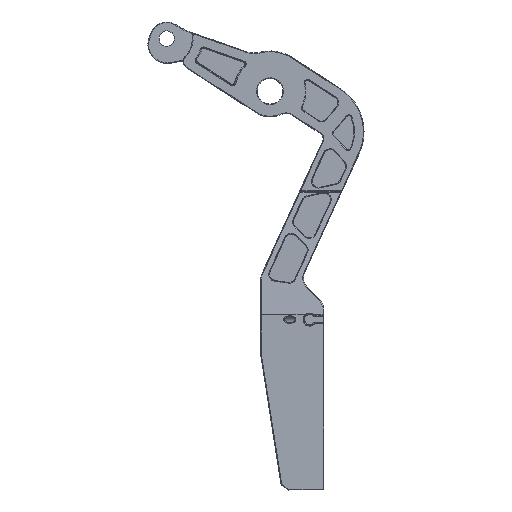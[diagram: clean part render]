
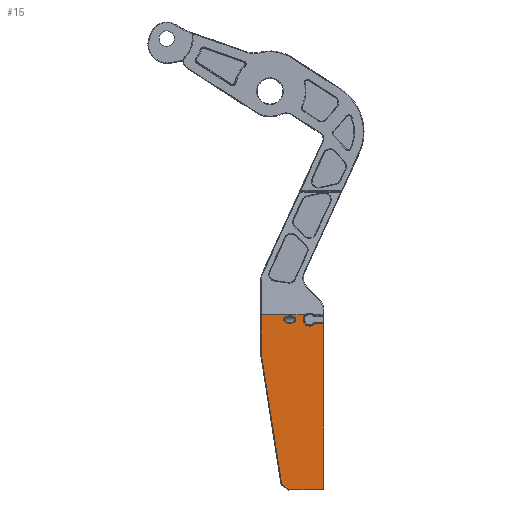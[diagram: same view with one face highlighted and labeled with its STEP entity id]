
A CAD part, left-side view. The second image highlights one B-rep face of the part: STEP entity #15.
In plain terms, the highlighted planar face has unit normal (-1, 0, 0).
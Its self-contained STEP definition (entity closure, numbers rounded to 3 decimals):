
#15 = ADVANCED_FACE ( 'NONE', ( #700, #21676 ), #11271, .F. ) ;
#186 = EDGE_CURVE ( 'NONE', #8607, #11555, #5640, .T. ) ;
#352 = AXIS2_PLACEMENT_3D ( 'NONE', #16366, #22147, #18248 ) ;
#376 = DIRECTION ( 'NONE',  ( 1., 0., 0. ) ) ;
#526 = DIRECTION ( 'NONE',  ( 0., 0., -1. ) ) ;
#662 = ORIENTED_EDGE ( 'NONE', *, *, #15132, .F. ) ;
#700 = FACE_BOUND ( 'NONE', #6561, .T. ) ;
#830 = ORIENTED_EDGE ( 'NONE', *, *, #9000, .F. ) ;
#1598 = CARTESIAN_POINT ( 'NONE',  ( -8., -123.015, -199.875 ) ) ;
#1628 = CIRCLE ( 'NONE', #8922, 1.5 ) ;
#1682 = DIRECTION ( 'NONE',  ( 0., 0., -1. ) ) ;
#2031 = CARTESIAN_POINT ( 'NONE',  ( -8., -147.326, -85.024 ) ) ;
#2050 = CARTESIAN_POINT ( 'NONE',  ( -8., -173.912, -238.445 ) ) ;
#2161 = CARTESIAN_POINT ( 'NONE',  ( -8., -176.44, -236.945 ) ) ;
#2625 = CARTESIAN_POINT ( 'NONE',  ( -8., -192.626, -105.945 ) ) ;
#2942 = CARTESIAN_POINT ( 'NONE',  ( -8., -174.393, -102.945 ) ) ;
#3012 = DIRECTION ( 'NONE',  ( 0., 0., 1. ) ) ;
#3069 = VERTEX_POINT ( 'NONE', #11183 ) ;
#3401 = CARTESIAN_POINT ( 'NONE',  ( -8., -203.126, -135.46 ) ) ;
#3646 = CARTESIAN_POINT ( 'NONE',  ( -8., -172.458, -111.945 ) ) ;
#3747 = LINE ( 'NONE', #18198, #13393 ) ;
#3857 = CARTESIAN_POINT ( 'NONE',  ( -8., -170.731, -234.098 ) ) ;
#3900 = VERTEX_POINT ( 'NONE', #17214 ) ;
#4264 = ORIENTED_EDGE ( 'NONE', *, *, #10366, .F. ) ;
#4301 = ORIENTED_EDGE ( 'NONE', *, *, #23303, .F. ) ;
#4382 = DIRECTION ( 'NONE',  ( 0., -1., 0. ) ) ;
#4824 = CARTESIAN_POINT ( 'NONE',  ( -8., -203.126, -108.945 ) ) ;
#5470 = DIRECTION ( 'NONE',  ( 1., 0., 0. ) ) ;
#5640 = LINE ( 'NONE', #20686, #14393 ) ;
#5884 = VERTEX_POINT ( 'NONE', #20629 ) ;
#6004 = VECTOR ( 'NONE', #13123, 1000. ) ;
#6107 = ORIENTED_EDGE ( 'NONE', *, *, #16603, .F. ) ;
#6166 = DIRECTION ( 'NONE',  ( 1., 0., 0. ) ) ;
#6247 = EDGE_CURVE ( 'NONE', #7924, #9179, #3747, .T. ) ;
#6460 = ORIENTED_EDGE ( 'NONE', *, *, #17640, .F. ) ;
#6536 = ORIENTED_EDGE ( 'NONE', *, *, #11297, .F. ) ;
#6561 = EDGE_LOOP ( 'NONE', ( #17609, #9951 ) ) ;
#6625 = ORIENTED_EDGE ( 'NONE', *, *, #186, .F. ) ;
#6780 = VERTEX_POINT ( 'NONE', #15394 ) ;
#7085 = VERTEX_POINT ( 'NONE', #11133 ) ;
#7450 = EDGE_CURVE ( 'NONE', #14851, #10147, #21480, .T. ) ;
#7670 = VERTEX_POINT ( 'NONE', #12490 ) ;
#7924 = VERTEX_POINT ( 'NONE', #22392 ) ;
#8002 = CIRCLE ( 'NONE', #23313, 5.153 ) ;
#8056 = DIRECTION ( 'NONE',  ( 0., 1., 0. ) ) ;
#8099 = DIRECTION ( 'NONE',  ( 0., -1., 0. ) ) ;
#8142 = AXIS2_PLACEMENT_3D ( 'NONE', #22325, #5470, #13060 ) ;
#8237 = CARTESIAN_POINT ( 'NONE',  ( -8., -181.8, -105.945 ) ) ;
#8252 = VECTOR ( 'NONE', #18320, 1000. ) ;
#8607 = VERTEX_POINT ( 'NONE', #18693 ) ;
#8703 = ORIENTED_EDGE ( 'NONE', *, *, #15965, .F. ) ;
#8704 = CARTESIAN_POINT ( 'NONE',  ( -8., -154.882, -53.283 ) ) ;
#8922 = AXIS2_PLACEMENT_3D ( 'NONE', #22865, #21237, #8099 ) ;
#8967 = EDGE_LOOP ( 'NONE', ( #20303, #10026, #830, #662, #6107, #4301, #8703, #6460, #4264, #17619, #6536, #6625, #16830 ) ) ;
#9000 = EDGE_CURVE ( 'NONE', #7670, #7924, #15353, .T. ) ;
#9134 = CIRCLE ( 'NONE', #16264, 5.153 ) ;
#9179 = VERTEX_POINT ( 'NONE', #20495 ) ;
#9357 = CARTESIAN_POINT ( 'NONE',  ( -8., -172.458, -105.945 ) ) ;
#9592 = VERTEX_POINT ( 'NONE', #10624 ) ;
#9724 = EDGE_CURVE ( 'NONE', #5884, #7085, #22582, .T. ) ;
#9951 = ORIENTED_EDGE ( 'NONE', *, *, #7450, .F. ) ;
#10026 = ORIENTED_EDGE ( 'NONE', *, *, #6247, .F. ) ;
#10147 = VERTEX_POINT ( 'NONE', #14758 ) ;
#10152 = CARTESIAN_POINT ( 'NONE',  ( -8., -179.865, -102.945 ) ) ;
#10366 = EDGE_CURVE ( 'NONE', #7085, #3900, #23176, .T. ) ;
#10624 = CARTESIAN_POINT ( 'NONE',  ( -8., -189.074, -109.679 ) ) ;
#11133 = CARTESIAN_POINT ( 'NONE',  ( -8., -176.44, -238.445 ) ) ;
#11183 = CARTESIAN_POINT ( 'NONE',  ( -8., -170.933, -234.647 ) ) ;
#11207 = LINE ( 'NONE', #3401, #8252 ) ;
#11228 = DIRECTION ( 'NONE',  ( 0., 0.808, 0.589 ) ) ;
#11271 = PLANE ( 'NONE',  #8142 ) ;
#11297 = EDGE_CURVE ( 'NONE', #11555, #5884, #11207, .T. ) ;
#11555 = VERTEX_POINT ( 'NONE', #4824 ) ;
#12490 = CARTESIAN_POINT ( 'NONE',  ( -8., -154.882, -133.15 ) ) ;
#12683 = VECTOR ( 'NONE', #8056, 1000. ) ;
#12985 = DIRECTION ( 'NONE',  ( 0., -1., 0. ) ) ;
#13060 = DIRECTION ( 'NONE',  ( 0., 0., -1. ) ) ;
#13068 = VERTEX_POINT ( 'NONE', #3857 ) ;
#13123 = DIRECTION ( 'NONE',  ( 0., 0.155, 0.988 ) ) ;
#13393 = VECTOR ( 'NONE', #12985, 1000. ) ;
#13565 = DIRECTION ( 'NONE',  ( -1., 0., 0. ) ) ;
#13801 = CARTESIAN_POINT ( 'NONE',  ( -8., -172.458, -105.945 ) ) ;
#14128 = CARTESIAN_POINT ( 'NONE',  ( -8., -177.129, -102.945 ) ) ;
#14175 = VECTOR ( 'NONE', #3012, 1000. ) ;
#14393 = VECTOR ( 'NONE', #15082, 1000. ) ;
#14483 = CARTESIAN_POINT ( 'NONE',  ( -8., -192.626, -105.945 ) ) ;
#14758 = CARTESIAN_POINT ( 'NONE',  ( -8., -172.458, -105.945 ) ) ;
#14851 = VERTEX_POINT ( 'NONE', #17630 ) ;
#15027 = LINE ( 'NONE', #1598, #19407 ) ;
#15082 = DIRECTION ( 'NONE',  ( 0., -1., 0. ) ) ;
#15132 = EDGE_CURVE ( 'NONE', #13068, #7670, #17675, .T. ) ;
#15353 = LINE ( 'NONE', #8704, #14175 ) ;
#15394 = CARTESIAN_POINT ( 'NONE',  ( -8., -175.557, -238.158 ) ) ;
#15644 = CARTESIAN_POINT ( 'NONE',  ( -8., -176.44, -236.945 ) ) ;
#15803 = CIRCLE ( 'NONE', #352, 1.5 ) ;
#15844 = CARTESIAN_POINT ( 'NONE',  ( -8., -181.8, -104.188 ) ) ;
#15965 = EDGE_CURVE ( 'NONE', #6780, #23325, #15027, .T. ) ;
#16168 = CIRCLE ( 'NONE', #21453, 1.5 ) ;
#16264 = AXIS2_PLACEMENT_3D ( 'NONE', #2625, #13565, #526 ) ;
#16366 = CARTESIAN_POINT ( 'NONE',  ( -8., -172.213, -233.865 ) ) ;
#16603 = EDGE_CURVE ( 'NONE', #3069, #13068, #1628, .T. ) ;
#16691 = CARTESIAN_POINT ( 'NONE',  ( -8., -171.329, -235.077 ) ) ;
#16830 = ORIENTED_EDGE ( 'NONE', *, *, #22064, .F. ) ;
#16846 = EDGE_CURVE ( 'NONE', #9179, #9592, #8002, .T. ) ;
#17143 =( BOUNDED_CURVE ( )  B_SPLINE_CURVE ( 3, ( #9357, #3646, #20352, #22143 ),
 .UNSPECIFIED., .F., .F. ) 
 B_SPLINE_CURVE_WITH_KNOTS ( ( 4, 4 ),
 ( 3.142, 6.283 ),
 .UNSPECIFIED. ) 
 CURVE ( )  GEOMETRIC_REPRESENTATION_ITEM ( )  RATIONAL_B_SPLINE_CURVE ( ( 1., 0.333, 0.333, 1. ) ) 
 REPRESENTATION_ITEM ( '' )  );
#17214 = CARTESIAN_POINT ( 'NONE',  ( -8., -175.976, -238.372 ) ) ;
#17609 = ORIENTED_EDGE ( 'NONE', *, *, #19675, .F. ) ;
#17619 = ORIENTED_EDGE ( 'NONE', *, *, #9724, .F. ) ;
#17630 = CARTESIAN_POINT ( 'NONE',  ( -8., -181.8, -105.945 ) ) ;
#17640 = EDGE_CURVE ( 'NONE', #3900, #6780, #16168, .T. ) ;
#17675 = LINE ( 'NONE', #2031, #6004 ) ;
#18198 = CARTESIAN_POINT ( 'NONE',  ( -8., -91.675, -102.163 ) ) ;
#18225 = DIRECTION ( 'NONE',  ( -1., 0., 0. ) ) ;
#18248 = DIRECTION ( 'NONE',  ( 0., -1., 0. ) ) ;
#18320 = DIRECTION ( 'NONE',  ( 0., 0., -1. ) ) ;
#18693 = CARTESIAN_POINT ( 'NONE',  ( -8., -196.815, -108.945 ) ) ;
#19407 = VECTOR ( 'NONE', #11228, 1000. ) ;
#19675 = EDGE_CURVE ( 'NONE', #10147, #14851, #17143, .T. ) ;
#20303 = ORIENTED_EDGE ( 'NONE', *, *, #16846, .F. ) ;
#20352 = CARTESIAN_POINT ( 'NONE',  ( -8., -181.8, -111.945 ) ) ;
#20495 = CARTESIAN_POINT ( 'NONE',  ( -7.999, -189.126, -102.142 ) ) ;
#20629 = CARTESIAN_POINT ( 'NONE',  ( -8., -203.126, -238.445 ) ) ;
#20686 = CARTESIAN_POINT ( 'NONE',  ( -8., -182.005, -108.945 ) ) ;
#21237 = DIRECTION ( 'NONE',  ( 1., 0., 0. ) ) ;
#21453 = AXIS2_PLACEMENT_3D ( 'NONE', #2161, #376, #22842 ) ;
#21480 =( BOUNDED_CURVE ( )  B_SPLINE_CURVE ( 3, ( #8237, #15844, #10152, #14128, #2942, #23154, #13801 ),
 .UNSPECIFIED., .F., .F. ) 
 B_SPLINE_CURVE_WITH_KNOTS ( ( 4, 3, 4 ),
 ( 6.283, 7.854, 9.425 ),
 .UNSPECIFIED. ) 
 CURVE ( )  GEOMETRIC_REPRESENTATION_ITEM ( )  RATIONAL_B_SPLINE_CURVE ( ( 1., 0.805, 0.805, 1., 0.805, 0.805, 1. ) ) 
 REPRESENTATION_ITEM ( '' )  );
#21676 = FACE_OUTER_BOUND ( 'NONE', #8967, .T. ) ;
#22064 = EDGE_CURVE ( 'NONE', #9592, #8607, #9134, .T. ) ;
#22143 = CARTESIAN_POINT ( 'NONE',  ( -8., -181.8, -105.945 ) ) ;
#22147 = DIRECTION ( 'NONE',  ( 1., 0., 0. ) ) ;
#22325 = CARTESIAN_POINT ( 'NONE',  ( -8., -171.384, -31.975 ) ) ;
#22392 = CARTESIAN_POINT ( 'NONE',  ( -8., -154.882, -102.163 ) ) ;
#22582 = LINE ( 'NONE', #2050, #12683 ) ;
#22794 = AXIS2_PLACEMENT_3D ( 'NONE', #15644, #6166, #4382 ) ;
#22842 = DIRECTION ( 'NONE',  ( 0., -1., 0. ) ) ;
#22865 = CARTESIAN_POINT ( 'NONE',  ( -8., -172.213, -233.865 ) ) ;
#23154 = CARTESIAN_POINT ( 'NONE',  ( -8., -172.458, -104.188 ) ) ;
#23176 = CIRCLE ( 'NONE', #22794, 1.5 ) ;
#23303 = EDGE_CURVE ( 'NONE', #23325, #3069, #15803, .T. ) ;
#23313 = AXIS2_PLACEMENT_3D ( 'NONE', #14483, #18225, #1682 ) ;
#23325 = VERTEX_POINT ( 'NONE', #16691 ) ;
